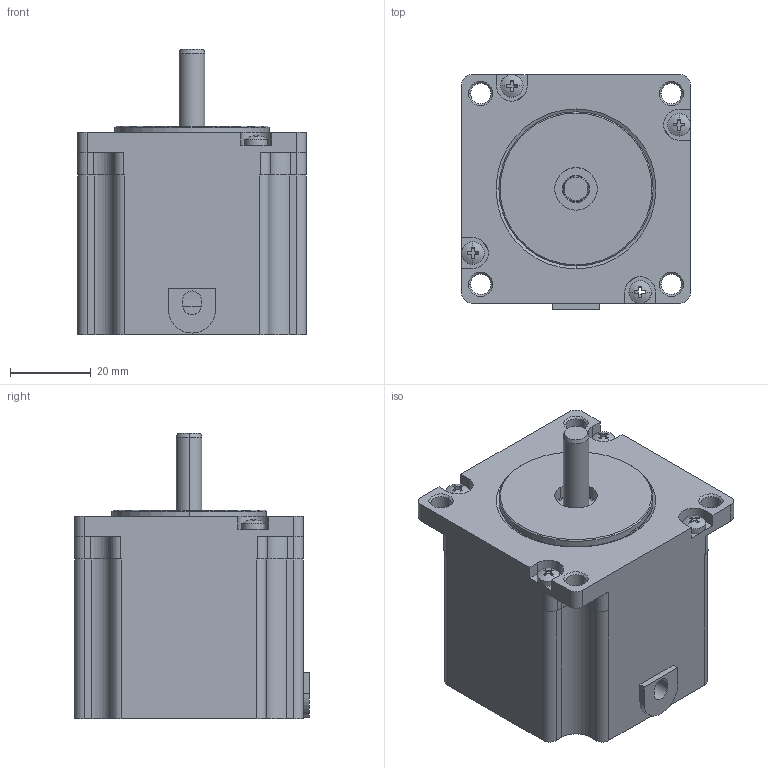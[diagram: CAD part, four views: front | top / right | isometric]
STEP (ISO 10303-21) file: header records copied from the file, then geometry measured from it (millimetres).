
FILE_DESCRIPTION((''),'2;1');
FILE_NAME('3_1_01_057_3024_SW000_SW0001','2021-04-22T17:09:00',('wuyong'),(''),'CREO PARAMETRIC BY PTC INC, 2017110','CREO PARAMETRIC BY PTC INC, 2017110','');
FILE_SCHEMA(('CONFIG_CONTROL_DESIGN'));
Length unit declared in the file: millimetre
Products named in the file (1): 3_1_01_057_3024_SW000_SW0001
Bounding box: 56.54 x 57.97 x 70.6 mm (x, y, z)
Surface area: 47473.9 mm2 (no closed solid volume)
Topology: 0 solids, 73 shells, 801 faces, 4725 edges, 3823 vertices
Faces by surface type: cylinder 444, plane 317, cone 22, sphere 8, torus 7, bspline 3
Entity records: 47947 total; most frequent: CARTESIAN_POINT 11472, DIRECTION 7996, ORIENTED_EDGE 6435, EDGE_CURVE 4725, VERTEX_POINT 3823, VECTOR 2806, LINE 2806, AXIS2_PLACEMENT_3D 2595
